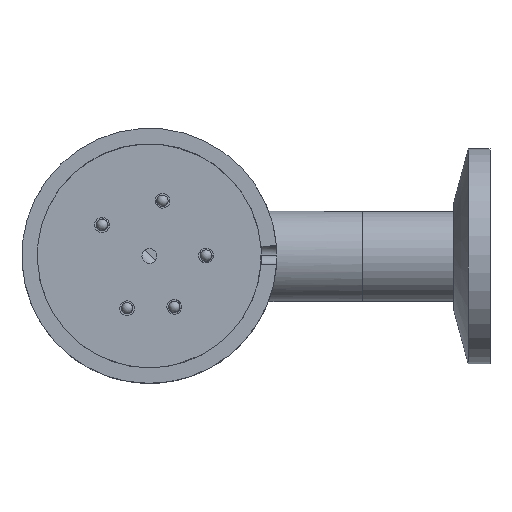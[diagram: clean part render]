
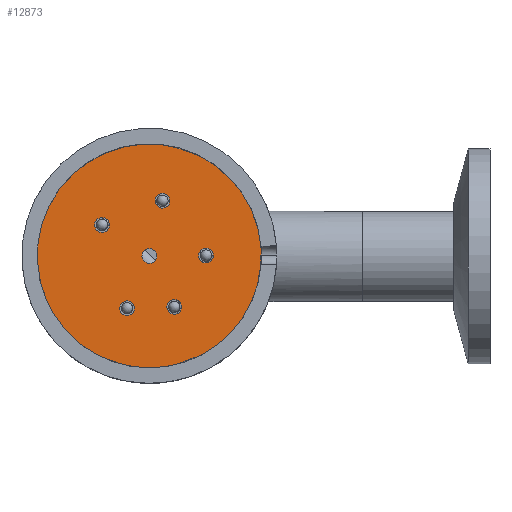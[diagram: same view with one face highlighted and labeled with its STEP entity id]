
A CAD part, top view. The second image highlights one B-rep face of the part: STEP entity #12873.
In plain terms, the highlighted planar face has unit normal (0, 0, 1).
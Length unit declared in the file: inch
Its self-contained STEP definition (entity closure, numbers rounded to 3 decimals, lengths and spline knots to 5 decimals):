
#661 = FACE_BOUND ( 'NONE', #7183, .T. ) ;
#1025 = ORIENTED_EDGE ( 'NONE', *, *, #5209, .F. ) ;
#1053 = CARTESIAN_POINT ( 'NONE',  ( 0.27212, 0.0134, 2.836 ) ) ;
#1054 = VERTEX_POINT ( 'NONE', #4074 ) ;
#1172 = CARTESIAN_POINT ( 'NONE',  ( 0.09742, -0.26796, 2.836 ) ) ;
#1177 = DIRECTION ( 'NONE',  ( -0.96, 0.28, 0. ) ) ;
#1323 = DIRECTION ( 'NONE',  ( -0.96, 0.28, 0. ) ) ;
#1410 = ORIENTED_EDGE ( 'NONE', *, *, #10847, .T. ) ;
#1463 = DIRECTION ( 'NONE',  ( 0., 0., 1. ) ) ;
#1808 = DIRECTION ( 'NONE',  ( 0., 0., 1. ) ) ;
#1852 = ORIENTED_EDGE ( 'NONE', *, *, #12756, .F. ) ;
#2339 = AXIS2_PLACEMENT_3D ( 'NONE', #17624, #9350, #1177 ) ;
#2522 = EDGE_LOOP ( 'NONE', ( #15513 ) ) ;
#3263 = CIRCLE ( 'NONE', #14683, 0.0405 ) ;
#3655 = VERTEX_POINT ( 'NONE', #1172 ) ;
#4074 = CARTESIAN_POINT ( 'NONE',  ( -0.16086, -0.27498, 2.836 ) ) ;
#4108 = VERTEX_POINT ( 'NONE', #11687 ) ;
#4319 = DIRECTION ( 'NONE',  ( 0., 0., 1. ) ) ;
#4361 = FACE_BOUND ( 'NONE', #15457, .T. ) ;
#4485 = EDGE_LOOP ( 'NONE', ( #10484 ) ) ;
#4649 = EDGE_CURVE ( 'NONE', #4108, #4108, #8219, .T. ) ;
#4744 = FACE_BOUND ( 'NONE', #10479, .T. ) ;
#5209 = EDGE_CURVE ( 'NONE', #17836, #17836, #3263, .T. ) ;
#5427 = AXIS2_PLACEMENT_3D ( 'NONE', #16039, #7823, #17450 ) ;
#5541 = CARTESIAN_POINT ( 'NONE',  ( 0.311, 0.00207, 2.836 ) ) ;
#5821 = ORIENTED_EDGE ( 'NONE', *, *, #10350, .F. ) ;
#5903 = ORIENTED_EDGE ( 'NONE', *, *, #4649, .F. ) ;
#5940 = AXIS2_PLACEMENT_3D ( 'NONE', #15454, #7235, #16850 ) ;
#6924 = DIRECTION ( 'NONE',  ( -0.96, 0.28, 0. ) ) ;
#7095 = CIRCLE ( 'NONE', #16060, 0.0405 ) ;
#7183 = EDGE_LOOP ( 'NONE', ( #5903 ) ) ;
#7235 = DIRECTION ( 'NONE',  ( 0., 0., 1. ) ) ;
#7823 = DIRECTION ( 'NONE',  ( 0., 0., 1. ) ) ;
#8219 = CIRCLE ( 'NONE', #5940, 0.0405 ) ;
#8457 = EDGE_CURVE ( 'NONE', #14787, #14787, #17831, .T. ) ;
#8956 = VERTEX_POINT ( 'NONE', #13375 ) ;
#9214 = CIRCLE ( 'NONE', #13614, 0.0405 ) ;
#9301 = PLANE ( 'NONE',  #2339 ) ;
#9350 = DIRECTION ( 'NONE',  ( 0., 0., 1. ) ) ;
#9394 = VERTEX_POINT ( 'NONE', #1053 ) ;
#9507 = DIRECTION ( 'NONE',  ( 0., 0., 1. ) ) ;
#9657 = CARTESIAN_POINT ( 'NONE',  ( -0.12198, -0.28631, 2.836 ) ) ;
#9984 = CARTESIAN_POINT ( 'NONE',  ( 0., 0., 2.836 ) ) ;
#10029 = CIRCLE ( 'NONE', #17480, 0.615 ) ;
#10078 = CIRCLE ( 'NONE', #5427, 0.0405 ) ;
#10350 = EDGE_CURVE ( 'NONE', #9394, #9394, #7095, .T. ) ;
#10479 = EDGE_LOOP ( 'NONE', ( #1025 ) ) ;
#10484 = ORIENTED_EDGE ( 'NONE', *, *, #8457, .F. ) ;
#10847 = EDGE_CURVE ( 'NONE', #8956, #8956, #10029, .T. ) ;
#11035 = DIRECTION ( 'NONE',  ( -0.96, 0.28, 0. ) ) ;
#11161 = FACE_OUTER_BOUND ( 'NONE', #16293, .T. ) ;
#11284 = AXIS2_PLACEMENT_3D ( 'NONE', #17773, #9507, #1323 ) ;
#11374 = DIRECTION ( 'NONE',  ( -0.96, 0.28, 0. ) ) ;
#11570 = FACE_BOUND ( 'NONE', #16908, .T. ) ;
#11687 = CARTESIAN_POINT ( 'NONE',  ( -0.29856, 0.18179, 2.836 ) ) ;
#12455 = CARTESIAN_POINT ( 'NONE',  ( 0.07165, 0.30306, 2.836 ) ) ;
#12756 = EDGE_CURVE ( 'NONE', #3655, #3655, #10078, .T. ) ;
#12873 = ADVANCED_FACE ( 'NONE', ( #15268, #661, #4744, #11570, #4361, #14826, #11161 ), #9301, .T. ) ;
#13253 = CARTESIAN_POINT ( 'NONE',  ( -0.03888, 0.01133, 2.836 ) ) ;
#13375 = CARTESIAN_POINT ( 'NONE',  ( -0.59044, 0.17207, 2.836 ) ) ;
#13614 = AXIS2_PLACEMENT_3D ( 'NONE', #9657, #1463, #11035 ) ;
#13839 = DIRECTION ( 'NONE',  ( -0.96, 0.28, 0. ) ) ;
#14683 = AXIS2_PLACEMENT_3D ( 'NONE', #12455, #4319, #13839 ) ;
#14787 = VERTEX_POINT ( 'NONE', #13253 ) ;
#14826 = FACE_BOUND ( 'NONE', #2522, .T. ) ;
#15140 = DIRECTION ( 'NONE',  ( 0., 0., 1. ) ) ;
#15268 = FACE_BOUND ( 'NONE', #4485, .T. ) ;
#15454 = CARTESIAN_POINT ( 'NONE',  ( -0.25968, 0.17046, 2.836 ) ) ;
#15457 = EDGE_LOOP ( 'NONE', ( #1852 ) ) ;
#15513 = ORIENTED_EDGE ( 'NONE', *, *, #16139, .F. ) ;
#15855 = CARTESIAN_POINT ( 'NONE',  ( 0.03277, 0.31439, 2.836 ) ) ;
#16039 = CARTESIAN_POINT ( 'NONE',  ( 0.1363, -0.27929, 2.836 ) ) ;
#16060 = AXIS2_PLACEMENT_3D ( 'NONE', #5541, #15140, #6924 ) ;
#16139 = EDGE_CURVE ( 'NONE', #1054, #1054, #9214, .T. ) ;
#16293 = EDGE_LOOP ( 'NONE', ( #1410 ) ) ;
#16850 = DIRECTION ( 'NONE',  ( -0.96, 0.28, 0. ) ) ;
#16908 = EDGE_LOOP ( 'NONE', ( #5821 ) ) ;
#17450 = DIRECTION ( 'NONE',  ( -0.96, 0.28, 0. ) ) ;
#17480 = AXIS2_PLACEMENT_3D ( 'NONE', #9984, #1808, #11374 ) ;
#17624 = CARTESIAN_POINT ( 'NONE',  ( 0., 0., 2.836 ) ) ;
#17773 = CARTESIAN_POINT ( 'NONE',  ( 0., 0., 2.836 ) ) ;
#17831 = CIRCLE ( 'NONE', #11284, 0.0405 ) ;
#17836 = VERTEX_POINT ( 'NONE', #15855 ) ;
